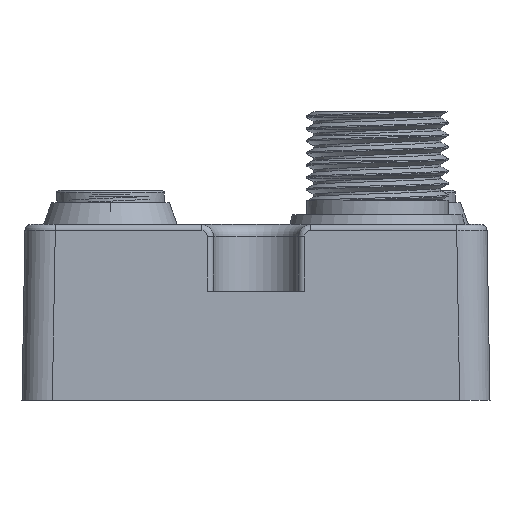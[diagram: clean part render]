
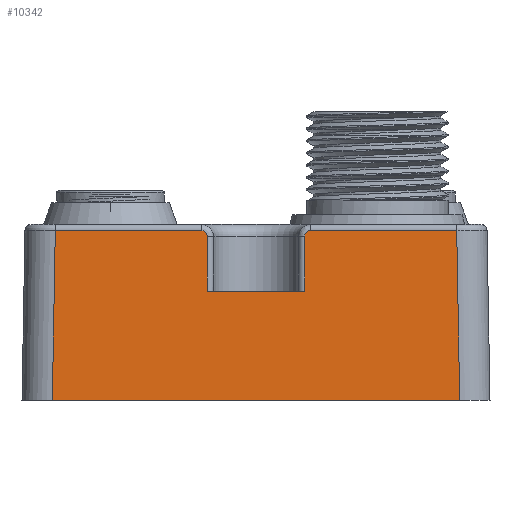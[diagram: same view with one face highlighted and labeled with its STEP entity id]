
A CAD part, front view. The second image highlights one B-rep face of the part: STEP entity #10342.
In plain terms, the highlighted planar face has unit normal (0, -1, 0.018).
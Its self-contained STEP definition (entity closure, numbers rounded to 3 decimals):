
#7379=ELLIPSE('',#30473,0.5,0.5);
#7380=ELLIPSE('',#30474,0.5,0.5);
#10342=ADVANCED_FACE('',(#12375),#11755,.T.);
#11755=PLANE('',#30475);
#12375=FACE_OUTER_BOUND('',#13458,.T.);
#13458=EDGE_LOOP('',(#16447,#16448,#16449,#16450,#16451,#16452,#16453,#16454,
#16455,#16456));
#16447=ORIENTED_EDGE('',*,*,#24815,.T.);
#16448=ORIENTED_EDGE('',*,*,#24763,.T.);
#16449=ORIENTED_EDGE('',*,*,#24816,.T.);
#16450=ORIENTED_EDGE('',*,*,#24817,.T.);
#16451=ORIENTED_EDGE('',*,*,#24818,.T.);
#16452=ORIENTED_EDGE('',*,*,#24819,.T.);
#16453=ORIENTED_EDGE('',*,*,#24820,.T.);
#16454=ORIENTED_EDGE('',*,*,#24821,.T.);
#16455=ORIENTED_EDGE('',*,*,#24822,.T.);
#16456=ORIENTED_EDGE('',*,*,#24823,.T.);
#22466=VERTEX_POINT('',#40382);
#22467=VERTEX_POINT('',#40384);
#22509=VERTEX_POINT('',#40536);
#22510=VERTEX_POINT('',#40538);
#22511=VERTEX_POINT('',#40540);
#22512=VERTEX_POINT('',#40542);
#22513=VERTEX_POINT('',#40544);
#22514=VERTEX_POINT('',#40546);
#22515=VERTEX_POINT('',#40548);
#22516=VERTEX_POINT('',#40550);
#24763=EDGE_CURVE('',#22467,#22466,#27853,.T.);
#24815=EDGE_CURVE('',#22509,#22467,#27866,.T.);
#24816=EDGE_CURVE('',#22466,#22510,#27867,.T.);
#24817=EDGE_CURVE('',#22510,#22511,#27868,.T.);
#24818=EDGE_CURVE('',#22511,#22512,#7379,.T.);
#24819=EDGE_CURVE('',#22512,#22513,#27869,.T.);
#24820=EDGE_CURVE('',#22513,#22514,#27870,.T.);
#24821=EDGE_CURVE('',#22514,#22515,#27871,.T.);
#24822=EDGE_CURVE('',#22515,#22516,#7380,.T.);
#24823=EDGE_CURVE('',#22516,#22509,#27872,.T.);
#27853=LINE('',#40383,#29171);
#27866=LINE('',#40535,#29184);
#27867=LINE('',#40537,#29185);
#27868=LINE('',#40539,#29186);
#27869=LINE('',#40543,#29187);
#27870=LINE('',#40545,#29188);
#27871=LINE('',#40547,#29189);
#27872=LINE('',#40551,#29190);
#29171=VECTOR('',#33483,1.);
#29184=VECTOR('',#33634,1.);
#29185=VECTOR('',#33635,1.);
#29186=VECTOR('',#33636,1.);
#29187=VECTOR('',#33639,1.);
#29188=VECTOR('',#33640,1.);
#29189=VECTOR('',#33641,1.);
#29190=VECTOR('',#33644,1.);
#30473=AXIS2_PLACEMENT_3D('',#40541,#33637,#33638);
#30474=AXIS2_PLACEMENT_3D('',#40549,#33642,#33643);
#30475=AXIS2_PLACEMENT_3D('',#40552,#33645,#33646);
#33483=DIRECTION('',(1.,0.,0.));
#33634=DIRECTION('',(-0.017,-0.017,-1.));
#33635=DIRECTION('',(-0.017,0.017,1.));
#33636=DIRECTION('',(-1.,0.,0.));
#33637=DIRECTION('',(0.,-1.,0.017));
#33638=DIRECTION('',(0.,0.017,1.));
#33639=DIRECTION('',(0.,-0.017,-1.));
#33640=DIRECTION('',(-1.,0.,0.));
#33641=DIRECTION('',(0.,0.017,1.));
#33642=DIRECTION('',(0.,-1.,0.017));
#33643=DIRECTION('',(0.,-0.017,-1.));
#33644=DIRECTION('',(-1.,0.,0.));
#33645=DIRECTION('',(0.,-1.,0.017));
#33646=DIRECTION('',(0.,-0.017,-1.));
#40382=CARTESIAN_POINT('',(176.937,-10.054,-14.5));
#40383=CARTESIAN_POINT('',(159.896,-10.054,-14.5));
#40384=CARTESIAN_POINT('',(143.355,-10.054,-14.5));
#40535=CARTESIAN_POINT('',(143.377,-10.032,-13.276));
#40536=CARTESIAN_POINT('',(143.6,-9.809,-0.491));
#40537=CARTESIAN_POINT('',(176.914,-10.031,-13.203));
#40538=CARTESIAN_POINT('',(176.693,-9.809,-0.491));
#40539=CARTESIAN_POINT('',(159.896,-9.809,-0.491));
#40540=CARTESIAN_POINT('',(164.646,-9.809,-0.491));
#40541=CARTESIAN_POINT('',(164.646,-9.818,-0.991));
#40542=CARTESIAN_POINT('',(164.146,-9.818,-0.991));
#40543=CARTESIAN_POINT('',(164.146,-10.036,-13.5));
#40544=CARTESIAN_POINT('',(164.146,-9.897,-5.5));
#40545=CARTESIAN_POINT('',(160.146,-9.897,-5.5));
#40546=CARTESIAN_POINT('',(156.146,-9.897,-5.5));
#40547=CARTESIAN_POINT('',(156.146,-9.913,-6.427));
#40548=CARTESIAN_POINT('',(156.146,-9.818,-0.991));
#40549=CARTESIAN_POINT('',(155.646,-9.818,-0.991));
#40550=CARTESIAN_POINT('',(155.646,-9.809,-0.491));
#40551=CARTESIAN_POINT('',(159.896,-9.809,-0.491));
#40552=CARTESIAN_POINT('',(159.896,-10.036,-13.5));
